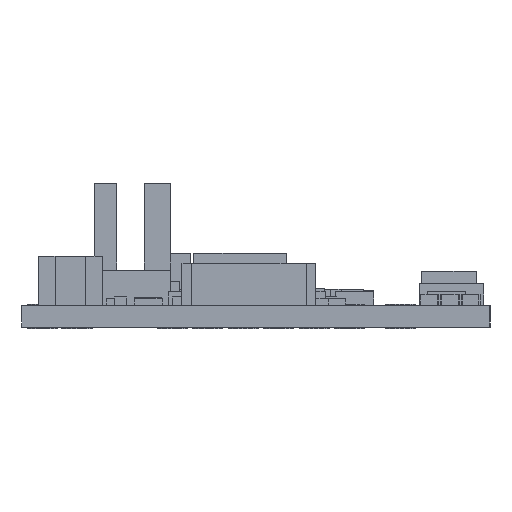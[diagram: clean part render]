
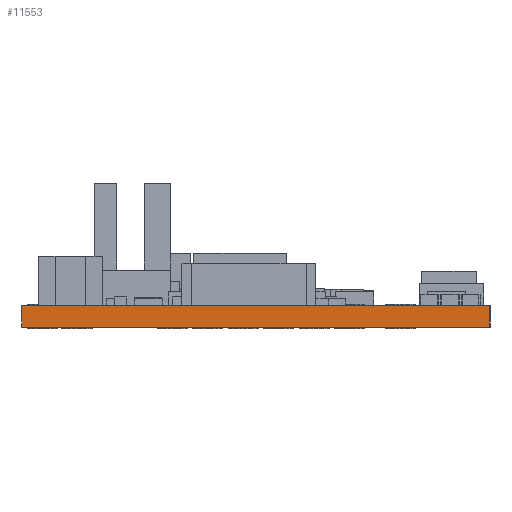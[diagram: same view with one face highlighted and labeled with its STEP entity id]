
A CAD part, left-side view. The second image highlights one B-rep face of the part: STEP entity #11553.
In plain terms, the highlighted planar face has unit normal (-1, 0, 0).
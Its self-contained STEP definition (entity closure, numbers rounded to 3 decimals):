
#11526=AXIS2_PLACEMENT_3D('Plane Axis2P3D',#11523,#11524,#11525) ;
#11501=CARTESIAN_POINT('Vertex',(35.687,146.286,-1.595)) ;
#11504=CARTESIAN_POINT('Line Origine',(35.687,146.286,-0.798)) ;
#11508=CARTESIAN_POINT('Vertex',(35.687,146.286,0.)) ;
#11523=CARTESIAN_POINT('Axis2P3D Location',(35.687,111.996,0.)) ;
#11528=CARTESIAN_POINT('Line Origine',(35.687,129.141,-1.595)) ;
#11532=CARTESIAN_POINT('Vertex',(35.687,111.996,-1.595)) ;
#11535=CARTESIAN_POINT('Line Origine',(35.687,111.996,-0.798)) ;
#11539=CARTESIAN_POINT('Vertex',(35.687,111.996,0.)) ;
#11542=CARTESIAN_POINT('Line Origine',(35.687,129.141,0.)) ;
#11505=DIRECTION('Vector Direction',(0.,0.,1.)) ;
#11524=DIRECTION('Axis2P3D Direction',(-1.,0.,0.)) ;
#11525=DIRECTION('Axis2P3D XDirection',(0.,1.,0.)) ;
#11529=DIRECTION('Vector Direction',(0.,-1.,0.)) ;
#11536=DIRECTION('Vector Direction',(0.,0.,1.)) ;
#11543=DIRECTION('Vector Direction',(0.,1.,0.)) ;
#11506=VECTOR('Line Direction',#11505,1.) ;
#11530=VECTOR('Line Direction',#11529,1.) ;
#11537=VECTOR('Line Direction',#11536,1.) ;
#11544=VECTOR('Line Direction',#11543,1.) ;
#11548=ORIENTED_EDGE('',*,*,#11510,.F.) ;
#11549=ORIENTED_EDGE('',*,*,#11534,.T.) ;
#11550=ORIENTED_EDGE('',*,*,#11541,.T.) ;
#11551=ORIENTED_EDGE('',*,*,#11546,.T.) ;
#11553=ADVANCED_FACE('579\\MANIFOLD_SOLID_BREP #551',(#11552),#11527,.T.) ;
#11510=EDGE_CURVE('',#11502,#11509,#11507,.T.) ;
#11534=EDGE_CURVE('',#11502,#11533,#11531,.T.) ;
#11541=EDGE_CURVE('',#11533,#11540,#11538,.T.) ;
#11546=EDGE_CURVE('',#11540,#11509,#11545,.T.) ;
#11547=EDGE_LOOP('',(#11548,#11549,#11550,#11551)) ;
#11552=FACE_OUTER_BOUND('',#11547,.T.) ;
#11507=LINE('Line',#11504,#11506) ;
#11531=LINE('Line',#11528,#11530) ;
#11538=LINE('Line',#11535,#11537) ;
#11545=LINE('Line',#11542,#11544) ;
#11527=PLANE('Plane',#11526) ;
#11502=VERTEX_POINT('',#11501) ;
#11509=VERTEX_POINT('',#11508) ;
#11533=VERTEX_POINT('',#11532) ;
#11540=VERTEX_POINT('',#11539) ;
